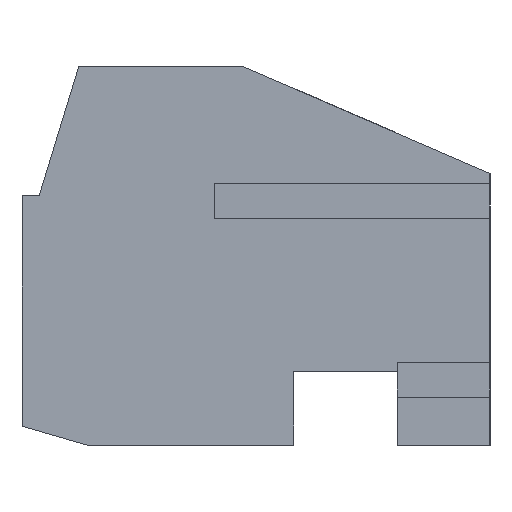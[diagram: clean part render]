
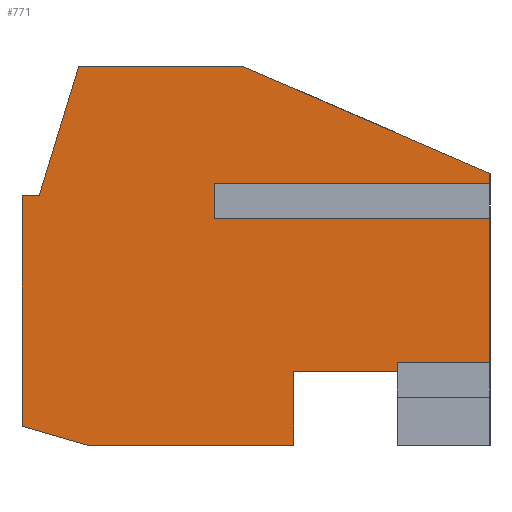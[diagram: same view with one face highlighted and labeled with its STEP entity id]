
A CAD part, left-side view. The second image highlights one B-rep face of the part: STEP entity #771.
In plain terms, the highlighted planar face has unit normal (-1, 0, 0).
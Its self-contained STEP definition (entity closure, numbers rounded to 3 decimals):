
#771 = ADVANCED_FACE( '', ( #1555 ), #1556, .T. );
#1555 = FACE_OUTER_BOUND( '', #2352, .T. );
#1556 = PLANE( '', #2353 );
#2352 = EDGE_LOOP( '', ( #4210, #4211, #4212, #4213, #4214, #4215, #4216, #4217, #4218, #4219, #4220, #4221, #4222, #4223, #4224, #4225 ) );
#2353 = AXIS2_PLACEMENT_3D( '', #4226, #4227, #4228 );
#4210 = ORIENTED_EDGE( '', *, *, #4851, .T. );
#4211 = ORIENTED_EDGE( '', *, *, #5301, .T. );
#4212 = ORIENTED_EDGE( '', *, *, #5223, .F. );
#4213 = ORIENTED_EDGE( '', *, *, #5372, .T. );
#4214 = ORIENTED_EDGE( '', *, *, #5295, .T. );
#4215 = ORIENTED_EDGE( '', *, *, #5300, .T. );
#4216 = ORIENTED_EDGE( '', *, *, #4790, .T. );
#4217 = ORIENTED_EDGE( '', *, *, #4805, .T. );
#4218 = ORIENTED_EDGE( '', *, *, #5402, .T. );
#4219 = ORIENTED_EDGE( '', *, *, #4931, .T. );
#4220 = ORIENTED_EDGE( '', *, *, #4762, .T. );
#4221 = ORIENTED_EDGE( '', *, *, #4955, .T. );
#4222 = ORIENTED_EDGE( '', *, *, #5410, .T. );
#4223 = ORIENTED_EDGE( '', *, *, #5323, .T. );
#4224 = ORIENTED_EDGE( '', *, *, #5263, .T. );
#4225 = ORIENTED_EDGE( '', *, *, #4968, .T. );
#4226 = CARTESIAN_POINT( '', ( -7.5, 0., 0. ) );
#4227 = DIRECTION( '', ( -1., 0., 0. ) );
#4228 = DIRECTION( '', ( 0., 0., 1. ) );
#4762 = EDGE_CURVE( '', #5682, #5683, #5684, .T. );
#4790 = EDGE_CURVE( '', #5733, #5731, #5734, .T. );
#4805 = EDGE_CURVE( '', #5731, #5758, #5759, .T. );
#4851 = EDGE_CURVE( '', #5836, #5834, #5837, .T. );
#4931 = EDGE_CURVE( '', #5965, #5682, #5966, .T. );
#4955 = EDGE_CURVE( '', #5683, #6004, #6005, .T. );
#4968 = EDGE_CURVE( '', #6027, #5836, #6028, .T. );
#5223 = EDGE_CURVE( '', #6406, #6402, #6408, .T. );
#5263 = EDGE_CURVE( '', #6458, #6027, #6459, .T. );
#5295 = EDGE_CURVE( '', #6503, #6501, #6504, .T. );
#5300 = EDGE_CURVE( '', #6501, #5733, #6510, .T. );
#5301 = EDGE_CURVE( '', #5834, #6402, #6511, .T. );
#5323 = EDGE_CURVE( '', #6537, #6458, #6538, .T. );
#5372 = EDGE_CURVE( '', #6406, #6503, #6600, .T. );
#5402 = EDGE_CURVE( '', #5758, #5965, #6635, .T. );
#5410 = EDGE_CURVE( '', #6004, #6537, #6643, .T. );
#5682 = VERTEX_POINT( '', #6990 );
#5683 = VERTEX_POINT( '', #6991 );
#5684 = LINE( '', #6992, #6993 );
#5731 = VERTEX_POINT( '', #7067 );
#5733 = VERTEX_POINT( '', #7070 );
#5734 = LINE( '', #7071, #7072 );
#5758 = VERTEX_POINT( '', #7099 );
#5759 = LINE( '', #7100, #7101 );
#5834 = VERTEX_POINT( '', #7206 );
#5836 = VERTEX_POINT( '', #7209 );
#5837 = LINE( '', #7210, #7211 );
#5965 = VERTEX_POINT( '', #7427 );
#5966 = LINE( '', #7428, #7429 );
#6004 = VERTEX_POINT( '', #7481 );
#6005 = LINE( '', #7482, #7483 );
#6027 = VERTEX_POINT( '', #7515 );
#6028 = LINE( '', #7516, #7517 );
#6402 = VERTEX_POINT( '', #8038 );
#6406 = VERTEX_POINT( '', #8044 );
#6408 = LINE( '', #8047, #8048 );
#6458 = VERTEX_POINT( '', #8117 );
#6459 = LINE( '', #8118, #8119 );
#6501 = VERTEX_POINT( '', #8174 );
#6503 = VERTEX_POINT( '', #8177 );
#6504 = LINE( '', #8178, #8179 );
#6510 = LINE( '', #8187, #8188 );
#6511 = LINE( '', #8189, #8190 );
#6537 = VERTEX_POINT( '', #8227 );
#6538 = LINE( '', #8228, #8229 );
#6600 = LINE( '', #8333, #8334 );
#6635 = LINE( '', #8384, #8385 );
#6643 = LINE( '', #8395, #8396 );
#6990 = CARTESIAN_POINT( '', ( -7.5, 4.9, 3.35 ) );
#6991 = CARTESIAN_POINT( '', ( -7.5, 4.9, -3.35 ) );
#6992 = CARTESIAN_POINT( '', ( -7.5, 4.9, 3.35 ) );
#6993 = VECTOR( '', #8614, 1000. );
#7067 = CARTESIAN_POINT( '', ( -7.5, -1.55, 7.1 ) );
#7070 = CARTESIAN_POINT( '', ( -7.5, -8.7, 4. ) );
#7071 = CARTESIAN_POINT( '', ( -7.5, -8.7, 4. ) );
#7072 = VECTOR( '', #8643, 1000. );
#7099 = CARTESIAN_POINT( '', ( -7.5, 3.25, 7.1 ) );
#7100 = CARTESIAN_POINT( '', ( -7.5, -1.55, 7.1 ) );
#7101 = VECTOR( '', #8668, 1000. );
#7206 = CARTESIAN_POINT( '', ( -7.5, -8.7, -1.7 ) );
#7209 = CARTESIAN_POINT( '', ( -7.5, -6., -1.7 ) );
#7210 = CARTESIAN_POINT( '', ( -7.5, -6., -1.7 ) );
#7211 = VECTOR( '', #8729, 1000. );
#7427 = CARTESIAN_POINT( '', ( -7.5, 4.4, 3.35 ) );
#7428 = CARTESIAN_POINT( '', ( -7.5, 4.4, 3.35 ) );
#7429 = VECTOR( '', #8812, 1000. );
#7481 = CARTESIAN_POINT( '', ( -7.5, 3., -3.9 ) );
#7482 = CARTESIAN_POINT( '', ( -7.5, 4.9, -3.35 ) );
#7483 = VECTOR( '', #8839, 1000. );
#7515 = CARTESIAN_POINT( '', ( -7.5, -6., -1.75 ) );
#7516 = CARTESIAN_POINT( '', ( -7.5, -6., -2.3 ) );
#7517 = VECTOR( '', #8850, 1000. );
#8038 = CARTESIAN_POINT( '', ( -7.5, -8.7, 2.9 ) );
#8044 = CARTESIAN_POINT( '', ( -7.5, -0.7, 2.9 ) );
#8047 = CARTESIAN_POINT( '', ( -7.5, -0.7, 2.9 ) );
#8048 = VECTOR( '', #9133, 1000. );
#8117 = CARTESIAN_POINT( '', ( -7.5, -3., -1.75 ) );
#8118 = CARTESIAN_POINT( '', ( -7.5, -3., -1.75 ) );
#8119 = VECTOR( '', #9174, 1000. );
#8174 = CARTESIAN_POINT( '', ( -7.5, -8.7, 3.5 ) );
#8177 = CARTESIAN_POINT( '', ( -7.5, -0.7, 3.5 ) );
#8178 = CARTESIAN_POINT( '', ( -7.5, -0.7, 3.5 ) );
#8179 = VECTOR( '', #9210, 1000. );
#8187 = CARTESIAN_POINT( '', ( -7.5, -8.7, -3.9 ) );
#8188 = VECTOR( '', #9216, 1000. );
#8189 = CARTESIAN_POINT( '', ( -7.5, -8.7, -3.9 ) );
#8190 = VECTOR( '', #9217, 1000. );
#8227 = CARTESIAN_POINT( '', ( -7.5, -3., -3.9 ) );
#8228 = CARTESIAN_POINT( '', ( -7.5, -3., -3.9 ) );
#8229 = VECTOR( '', #9238, 1000. );
#8333 = CARTESIAN_POINT( '', ( -7.5, -0.7, 2.9 ) );
#8334 = VECTOR( '', #9277, 1000. );
#8384 = CARTESIAN_POINT( '', ( -7.5, 3.25, 7.1 ) );
#8385 = VECTOR( '', #9296, 1000. );
#8395 = CARTESIAN_POINT( '', ( -7.5, 3., -3.9 ) );
#8396 = VECTOR( '', #9299, 1000. );
#8614 = DIRECTION( '', ( 0., 0., -1. ) );
#8643 = DIRECTION( '', ( 0., 0.917, 0.398 ) );
#8668 = DIRECTION( '', ( 0., 1., 0. ) );
#8729 = DIRECTION( '', ( 0., -1., 0. ) );
#8812 = DIRECTION( '', ( 0., 1., 0. ) );
#8839 = DIRECTION( '', ( 0., -0.961, -0.278 ) );
#8850 = DIRECTION( '', ( 0., 0., 1. ) );
#9133 = DIRECTION( '', ( 0., -1., 0. ) );
#9174 = DIRECTION( '', ( 0., -1., 0. ) );
#9210 = DIRECTION( '', ( 0., -1., 0. ) );
#9216 = DIRECTION( '', ( 0., 0., 1. ) );
#9217 = DIRECTION( '', ( 0., 0., 1. ) );
#9238 = DIRECTION( '', ( 0., 0., 1. ) );
#9277 = DIRECTION( '', ( 0., 0., 1. ) );
#9296 = DIRECTION( '', ( 0., 0.293, -0.956 ) );
#9299 = DIRECTION( '', ( 0., -1., 0. ) );
